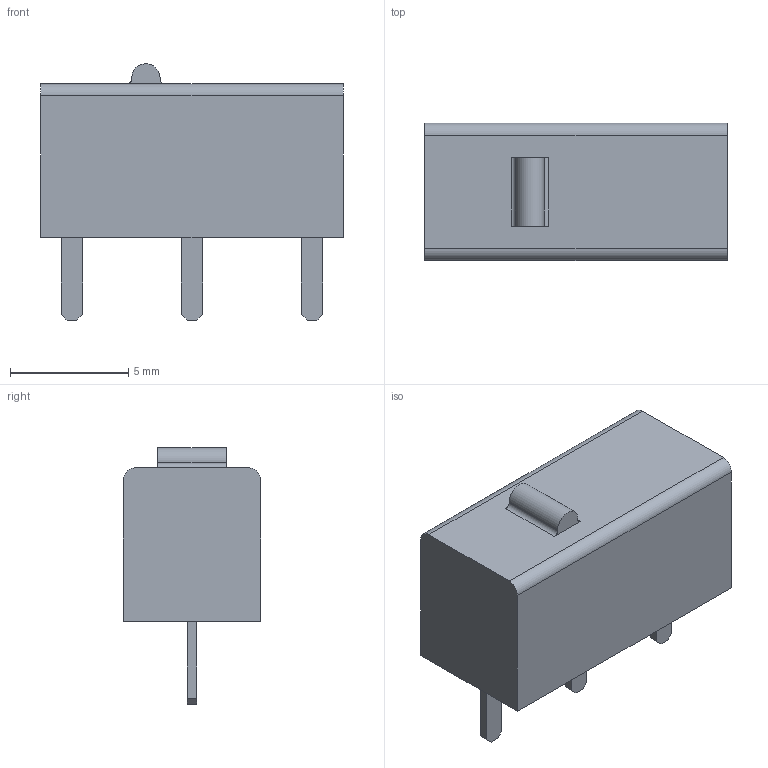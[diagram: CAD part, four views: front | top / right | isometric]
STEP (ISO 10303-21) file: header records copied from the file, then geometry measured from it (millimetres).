
FILE_DESCRIPTION(('SW_Micro_Switch'),'2;1');
FILE_NAME('SW_Micro_Switch','2021-11-30T00:00:00',('Rafael Silva'),( ''),'Open CASCADE STEP processor 7.5','FreeCAD','Unknown');
FILE_SCHEMA(('AUTOMOTIVE_DESIGN { 1 0 10303 214 1 1 1 1 }'));
Length unit declared in the file: millimetre
Products named in the file (1): SW_Micro_Switch
Bounding box: 12.8 x 5.8 x 10.85 mm (x, y, z)
Volume: 487.4 mm3; surface area: 415.9 mm2
Topology: 1 solids, 1 shells, 35 faces, 91 edges, 62 vertices
Faces by surface type: plane 29, cylinder 6
Entity records: 1339 total; most frequent: CARTESIAN_POINT 189, ORIENTED_EDGE 182, DIRECTION 175, EDGE_CURVE 91, LINE 79, VECTOR 79, VERTEX_POINT 62, AXIS2_PLACEMENT_3D 48
